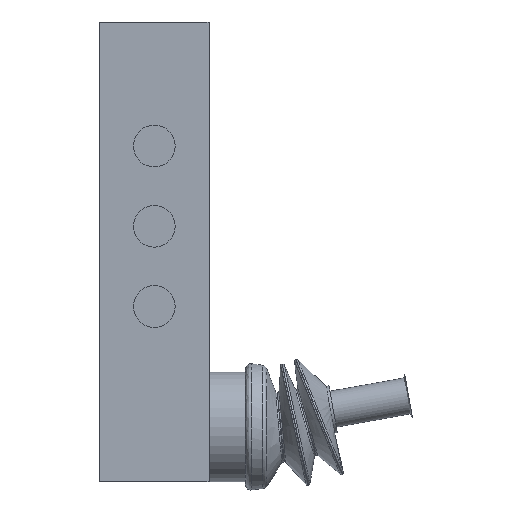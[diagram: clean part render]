
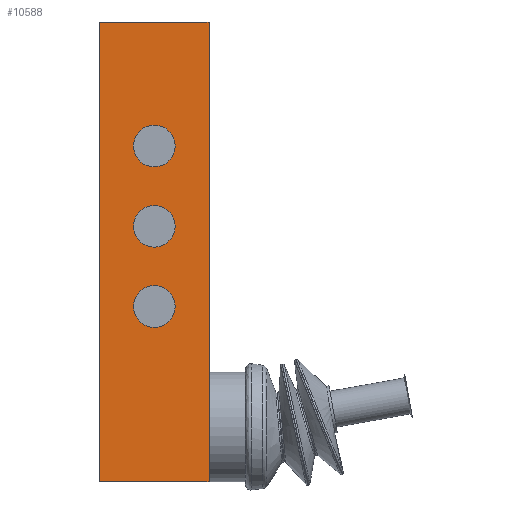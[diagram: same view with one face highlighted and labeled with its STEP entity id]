
A CAD part, front view. The second image highlights one B-rep face of the part: STEP entity #10588.
In plain terms, the highlighted planar face has unit normal (0, -1, 0).
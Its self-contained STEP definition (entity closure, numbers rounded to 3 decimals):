
#79 = EDGE_LOOP ( 'NONE', ( #12160 ) ) ;
#80 = EDGE_LOOP ( 'NONE', ( #12158 ) ) ;
#81 = EDGE_LOOP ( 'NONE', ( #12159 ) ) ;
#88 = EDGE_LOOP ( 'NONE', ( #12154, #12155, #12156, #12157 ) ) ;
#1426 = FACE_BOUND ( 'NONE', #80, .T. ) ;
#1428 = FACE_OUTER_BOUND ( 'NONE', #88, .T. ) ;
#1430 = FACE_BOUND ( 'NONE', #81, .T. ) ;
#1432 = FACE_BOUND ( 'NONE', #79, .T. ) ;
#1770 = LINE ( 'NONE', #7356, #1786 ) ;
#1786 = VECTOR ( 'NONE', #7359, 1000. ) ;
#1787 = LINE ( 'NONE', #7396, #7596 ) ;
#1788 = LINE ( 'NONE', #7372, #7582 ) ;
#1791 = CIRCLE ( 'NONE', #11455, 5.723 ) ;
#3481 = CARTESIAN_POINT ( 'NONE',  ( 15., -25., 0. ) ) ;
#3483 = CARTESIAN_POINT ( 'NONE',  ( -15., -25., 0. ) ) ;
#3485 = CARTESIAN_POINT ( 'NONE',  ( -15., -25., 126. ) ) ;
#3488 = CARTESIAN_POINT ( 'NONE',  ( 15., -25., 126. ) ) ;
#6660 = PLANE ( 'NONE',  #11335 ) ;
#6667 = CARTESIAN_POINT ( 'NONE',  ( 15., -25., 0. ) ) ;
#6669 = DIRECTION ( 'NONE',  ( 0., -1., 0. ) ) ;
#6670 = DIRECTION ( 'NONE',  ( 0., 0., -1. ) ) ;
#7356 = CARTESIAN_POINT ( 'NONE',  ( 15., -25., 126. ) ) ;
#7358 = CARTESIAN_POINT ( 'NONE',  ( 0., -25., 92. ) ) ;
#7359 = DIRECTION ( 'NONE',  ( -1., 0., 0. ) ) ;
#7364 = DIRECTION ( 'NONE',  ( 0., 1., 0. ) ) ;
#7365 = DIRECTION ( 'NONE',  ( 0., 0., -1. ) ) ;
#7366 = CARTESIAN_POINT ( 'NONE',  ( 0., -25., 48. ) ) ;
#7372 = CARTESIAN_POINT ( 'NONE',  ( 15., -25., 0. ) ) ;
#7373 = DIRECTION ( 'NONE',  ( 1., 0., 0. ) ) ;
#7379 = CARTESIAN_POINT ( 'NONE',  ( 0., -25., 70. ) ) ;
#7380 = DIRECTION ( 'NONE',  ( 0., 1., 0. ) ) ;
#7381 = DIRECTION ( 'NONE',  ( 0., 0., -1. ) ) ;
#7385 = DIRECTION ( 'NONE',  ( 0., 1., 0. ) ) ;
#7386 = DIRECTION ( 'NONE',  ( 0., 0., -1. ) ) ;
#7396 = CARTESIAN_POINT ( 'NONE',  ( 15., -25., 0. ) ) ;
#7397 = DIRECTION ( 'NONE',  ( 0., 0., 1. ) ) ;
#7582 = VECTOR ( 'NONE', #7373, 1000. ) ;
#7587 = CIRCLE ( 'NONE', #11458, 5.722 ) ;
#7590 = CIRCLE ( 'NONE', #11460, 5.723 ) ;
#7596 = VECTOR ( 'NONE', #7397, 1000. ) ;
#7823 = LINE ( 'NONE', #8331, #7825 ) ;
#7825 = VECTOR ( 'NONE', #8335, 1000. ) ;
#8331 = CARTESIAN_POINT ( 'NONE',  ( -15., -25., 0. ) ) ;
#8335 = DIRECTION ( 'NONE',  ( 0., 0., 1. ) ) ;
#8835 = VERTEX_POINT ( 'NONE', #8836 ) ;
#8836 = CARTESIAN_POINT ( 'NONE',  ( 0., -25., 86.277 ) ) ;
#8841 = VERTEX_POINT ( 'NONE', #8842 ) ;
#8842 = CARTESIAN_POINT ( 'NONE',  ( 0., -25., 42.278 ) ) ;
#8845 = VERTEX_POINT ( 'NONE', #8846 ) ;
#8846 = CARTESIAN_POINT ( 'NONE',  ( 0., -25., 64.278 ) ) ;
#9023 = VERTEX_POINT ( 'NONE', #3481 ) ;
#9025 = VERTEX_POINT ( 'NONE', #3483 ) ;
#9027 = VERTEX_POINT ( 'NONE', #3485 ) ;
#9030 = VERTEX_POINT ( 'NONE', #3488 ) ;
#10588 = ADVANCED_FACE ( 'NONE', ( #1428, #1426, #1430, #1432 ), #6660, .T. ) ;
#10817 = EDGE_CURVE ( 'NONE', #9030, #9027, #1770, .T. ) ;
#10819 = EDGE_CURVE ( 'NONE', #8835, #8835, #1791, .T. ) ;
#10822 = EDGE_CURVE ( 'NONE', #9025, #9023, #1788, .T. ) ;
#10825 = EDGE_CURVE ( 'NONE', #8841, #8841, #7587, .T. ) ;
#10827 = EDGE_CURVE ( 'NONE', #8845, #8845, #7590, .T. ) ;
#10832 = EDGE_CURVE ( 'NONE', #9023, #9030, #1787, .T. ) ;
#10948 = EDGE_CURVE ( 'NONE', #9025, #9027, #7823, .T. ) ;
#11335 = AXIS2_PLACEMENT_3D ( 'NONE', #6667, #6669, #6670 ) ;
#11455 = AXIS2_PLACEMENT_3D ( 'NONE', #7358, #7364, #7365 ) ;
#11458 = AXIS2_PLACEMENT_3D ( 'NONE', #7366, #7380, #7381 ) ;
#11460 = AXIS2_PLACEMENT_3D ( 'NONE', #7379, #7385, #7386 ) ;
#12154 = ORIENTED_EDGE ( 'NONE', *, *, #10948, .F. ) ;
#12155 = ORIENTED_EDGE ( 'NONE', *, *, #10822, .T. ) ;
#12156 = ORIENTED_EDGE ( 'NONE', *, *, #10832, .T. ) ;
#12157 = ORIENTED_EDGE ( 'NONE', *, *, #10817, .T. ) ;
#12158 = ORIENTED_EDGE ( 'NONE', *, *, #10819, .T. ) ;
#12159 = ORIENTED_EDGE ( 'NONE', *, *, #10825, .T. ) ;
#12160 = ORIENTED_EDGE ( 'NONE', *, *, #10827, .T. ) ;
